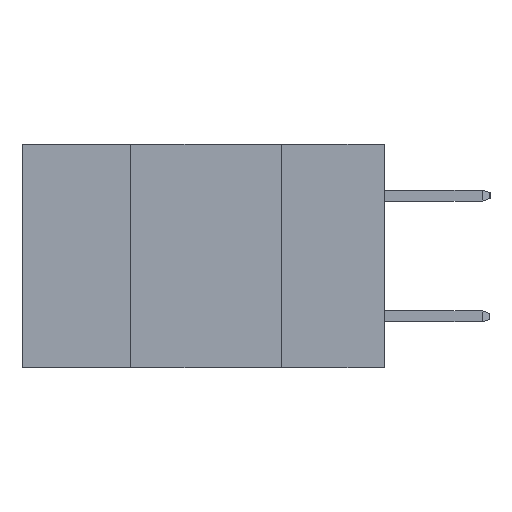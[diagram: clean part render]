
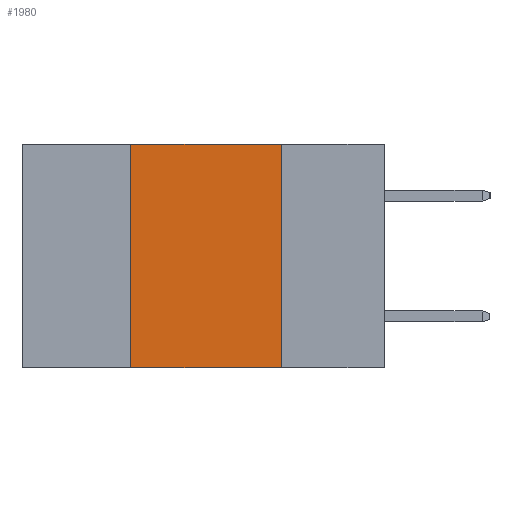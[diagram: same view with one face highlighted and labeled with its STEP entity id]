
A CAD part, left-side view. The second image highlights one B-rep face of the part: STEP entity #1980.
In plain terms, the highlighted planar face has unit normal (-1, 0, 0).
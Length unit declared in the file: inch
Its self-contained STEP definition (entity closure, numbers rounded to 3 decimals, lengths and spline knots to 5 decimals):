
#95 = ORIENTED_EDGE ( 'NONE', *, *, #1831, .T. ) ;
#1831 = EDGE_CURVE ( 'NONE', #3385, #3426, #3750, .T. ) ;
#1875 = EDGE_CURVE ( 'NONE', #12310, #4379, #7937, .T. ) ;
#1980 = ADVANCED_FACE ( 'NONE', ( #13541 ), #5743, .F. ) ;
#2587 = DIRECTION ( 'NONE',  ( 0., -1., 0. ) ) ;
#2722 = LINE ( 'NONE', #4485, #8045 ) ;
#3016 = VECTOR ( 'NONE', #2587, 39.37008 ) ;
#3337 = EDGE_CURVE ( 'NONE', #3385, #12310, #2722, .T. ) ;
#3385 = VERTEX_POINT ( 'NONE', #14342 ) ;
#3426 = VERTEX_POINT ( 'NONE', #10401 ) ;
#3750 = LINE ( 'NONE', #8017, #3016 ) ;
#4370 = CARTESIAN_POINT ( 'NONE',  ( 0., 0.6, 0. ) ) ;
#4379 = VERTEX_POINT ( 'NONE', #12761 ) ;
#4485 = CARTESIAN_POINT ( 'NONE',  ( 0., 0.42, 0. ) ) ;
#4829 = AXIS2_PLACEMENT_3D ( 'NONE', #4998, #8764, #13911 ) ;
#4978 = VECTOR ( 'NONE', #11362, 39.37008 ) ;
#4998 = CARTESIAN_POINT ( 'NONE',  ( 0., 0.6, 0. ) ) ;
#5743 = PLANE ( 'NONE',  #4829 ) ;
#5865 = EDGE_CURVE ( 'NONE', #4379, #3426, #13703, .T. ) ;
#6907 = CARTESIAN_POINT ( 'NONE',  ( 0., 0.42, 0. ) ) ;
#7605 = VECTOR ( 'NONE', #11820, 39.37008 ) ;
#7937 = LINE ( 'NONE', #4370, #7605 ) ;
#8017 = CARTESIAN_POINT ( 'NONE',  ( 0., 0.6, -0.37 ) ) ;
#8045 = VECTOR ( 'NONE', #14013, 39.37008 ) ;
#8764 = DIRECTION ( 'NONE',  ( 1., 0., 0. ) ) ;
#9131 = ORIENTED_EDGE ( 'NONE', *, *, #3337, .F. ) ;
#10401 = CARTESIAN_POINT ( 'NONE',  ( 0., 0.17, -0.37 ) ) ;
#10690 = EDGE_LOOP ( 'NONE', ( #11330, #14487, #9131, #95 ) ) ;
#11330 = ORIENTED_EDGE ( 'NONE', *, *, #5865, .F. ) ;
#11362 = DIRECTION ( 'NONE',  ( 0., 0., -1. ) ) ;
#11379 = CARTESIAN_POINT ( 'NONE',  ( 0., 0.17, 0. ) ) ;
#11820 = DIRECTION ( 'NONE',  ( 0., -1., 0. ) ) ;
#12310 = VERTEX_POINT ( 'NONE', #6907 ) ;
#12761 = CARTESIAN_POINT ( 'NONE',  ( 0., 0.17, 0. ) ) ;
#13541 = FACE_OUTER_BOUND ( 'NONE', #10690, .T. ) ;
#13703 = LINE ( 'NONE', #11379, #4978 ) ;
#13911 = DIRECTION ( 'NONE',  ( 0., 0., -1. ) ) ;
#14013 = DIRECTION ( 'NONE',  ( 0., 0., 1. ) ) ;
#14342 = CARTESIAN_POINT ( 'NONE',  ( 0., 0.42, -0.37 ) ) ;
#14487 = ORIENTED_EDGE ( 'NONE', *, *, #1875, .F. ) ;
